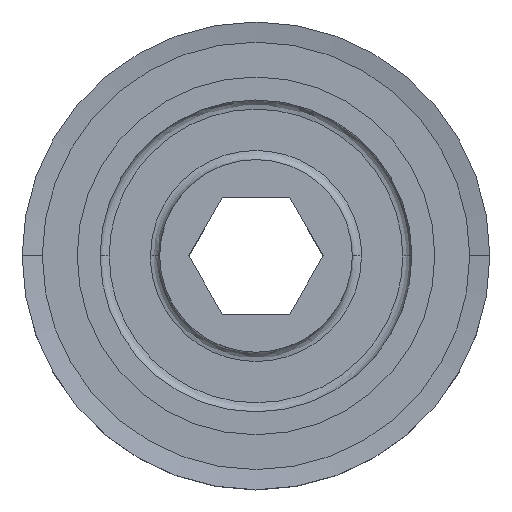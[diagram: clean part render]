
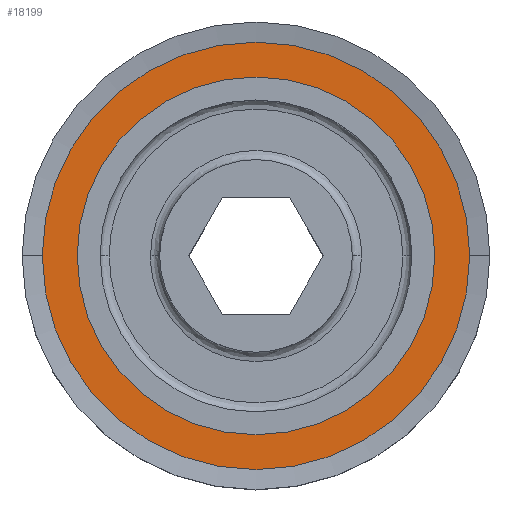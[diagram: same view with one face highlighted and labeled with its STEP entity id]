
A CAD part, top view. The second image highlights one B-rep face of the part: STEP entity #18199.
In plain terms, the highlighted planar face has unit normal (0, 0, 1).
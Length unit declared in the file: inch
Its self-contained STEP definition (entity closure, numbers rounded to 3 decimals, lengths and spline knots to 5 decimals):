
#526 = FACE_BOUND ( 'NONE', #822, .T. ) ;
#822 = EDGE_LOOP ( 'NONE', ( #6360, #18897 ) ) ;
#2107 = DIRECTION ( 'NONE',  ( 1., 0., 0. ) ) ;
#2992 = AXIS2_PLACEMENT_3D ( 'NONE', #29359, #17240, #2107 ) ;
#3762 = VERTEX_POINT ( 'NONE', #10898 ) ;
#3876 = CIRCLE ( 'NONE', #6469, 0.76772 ) ;
#5326 = CARTESIAN_POINT ( 'NONE',  ( 0., 0., 0.27067 ) ) ;
#6360 = ORIENTED_EDGE ( 'NONE', *, *, #9548, .T. ) ;
#6383 = CIRCLE ( 'NONE', #8954, 0.76772 ) ;
#6469 = AXIS2_PLACEMENT_3D ( 'NONE', #18486, #26999, #33014 ) ;
#7463 = EDGE_CURVE ( 'NONE', #9785, #3762, #17608, .T. ) ;
#8046 = PLANE ( 'NONE',  #34628 ) ;
#8229 = DIRECTION ( 'NONE',  ( 1., 0., 0. ) ) ;
#8954 = AXIS2_PLACEMENT_3D ( 'NONE', #5326, #11456, #36108 ) ;
#9548 = EDGE_CURVE ( 'NONE', #37584, #11546, #6383, .T. ) ;
#9785 = VERTEX_POINT ( 'NONE', #16598 ) ;
#10178 = EDGE_CURVE ( 'NONE', #11546, #37584, #3876, .T. ) ;
#10898 = CARTESIAN_POINT ( 'NONE',  ( -0.91732, 0., 0.27067 ) ) ;
#11456 = DIRECTION ( 'NONE',  ( 0., 0., -1. ) ) ;
#11474 = AXIS2_PLACEMENT_3D ( 'NONE', #27691, #33891, #31324 ) ;
#11546 = VERTEX_POINT ( 'NONE', #15975 ) ;
#13302 = FACE_OUTER_BOUND ( 'NONE', #13883, .T. ) ;
#13883 = EDGE_LOOP ( 'NONE', ( #30758, #17613 ) ) ;
#13989 = DIRECTION ( 'NONE',  ( 0., 0., 1. ) ) ;
#14068 = CARTESIAN_POINT ( 'NONE',  ( 0.76772, 0., 0.27067 ) ) ;
#15975 = CARTESIAN_POINT ( 'NONE',  ( -0.76772, 0., 0.27067 ) ) ;
#16598 = CARTESIAN_POINT ( 'NONE',  ( 0.91732, 0., 0.27067 ) ) ;
#17240 = DIRECTION ( 'NONE',  ( 0., 0., 1. ) ) ;
#17608 = CIRCLE ( 'NONE', #2992, 0.91732 ) ;
#17613 = ORIENTED_EDGE ( 'NONE', *, *, #21831, .T. ) ;
#18199 = ADVANCED_FACE ( 'NONE', ( #13302, #526 ), #8046, .T. ) ;
#18486 = CARTESIAN_POINT ( 'NONE',  ( 0., 0., 0.27067 ) ) ;
#18897 = ORIENTED_EDGE ( 'NONE', *, *, #10178, .T. ) ;
#21831 = EDGE_CURVE ( 'NONE', #3762, #9785, #30591, .T. ) ;
#26999 = DIRECTION ( 'NONE',  ( 0., 0., -1. ) ) ;
#27691 = CARTESIAN_POINT ( 'NONE',  ( 0., 0., 0.27067 ) ) ;
#29094 = CARTESIAN_POINT ( 'NONE',  ( 0., 0., 0.27067 ) ) ;
#29359 = CARTESIAN_POINT ( 'NONE',  ( 0., 0., 0.27067 ) ) ;
#30591 = CIRCLE ( 'NONE', #11474, 0.91732 ) ;
#30758 = ORIENTED_EDGE ( 'NONE', *, *, #7463, .T. ) ;
#31324 = DIRECTION ( 'NONE',  ( 1., 0., 0. ) ) ;
#33014 = DIRECTION ( 'NONE',  ( 1., 0., 0. ) ) ;
#33891 = DIRECTION ( 'NONE',  ( 0., 0., 1. ) ) ;
#34628 = AXIS2_PLACEMENT_3D ( 'NONE', #29094, #13989, #8229 ) ;
#36108 = DIRECTION ( 'NONE',  ( 1., 0., 0. ) ) ;
#37584 = VERTEX_POINT ( 'NONE', #14068 ) ;
